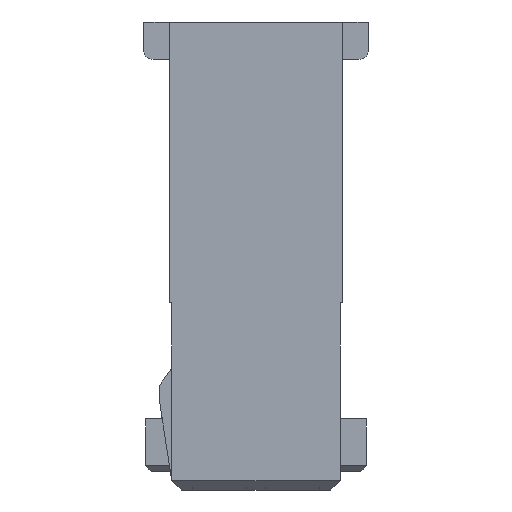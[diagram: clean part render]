
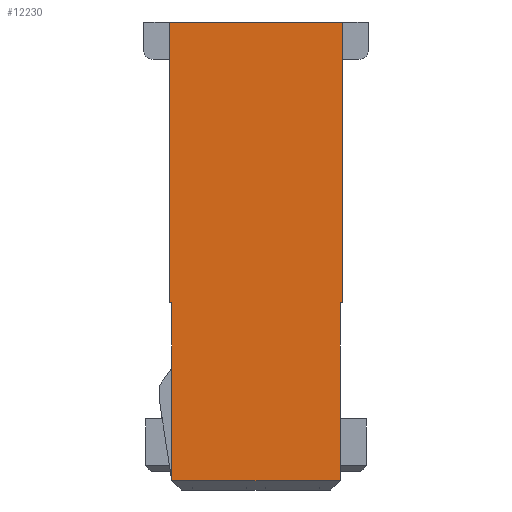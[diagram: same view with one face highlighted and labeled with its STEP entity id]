
A CAD part, left-side view. The second image highlights one B-rep face of the part: STEP entity #12230.
In plain terms, the highlighted planar face has unit normal (-1, 0, 0).
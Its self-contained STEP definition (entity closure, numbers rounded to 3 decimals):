
#2824=ORIENTED_EDGE('',*,*,#3617,.T.);
#2825=ORIENTED_EDGE('',*,*,#4865,.T.);
#2826=ORIENTED_EDGE('',*,*,#5169,.T.);
#2827=ORIENTED_EDGE('',*,*,#5162,.T.);
#2828=ORIENTED_EDGE('',*,*,#3723,.T.);
#2829=ORIENTED_EDGE('',*,*,#5170,.T.);
#2830=ORIENTED_EDGE('',*,*,#3906,.T.);
#2831=ORIENTED_EDGE('',*,*,#5168,.T.);
#3617=EDGE_CURVE('',#5359,#5358,#6494,.T.);
#3723=EDGE_CURVE('',#5460,#5459,#6598,.T.);
#3906=EDGE_CURVE('',#5568,#5567,#6751,.T.);
#4865=EDGE_CURVE('',#5358,#6244,#7684,.T.);
#5162=EDGE_CURVE('',#6395,#5460,#7981,.T.);
#5168=EDGE_CURVE('',#5567,#5359,#7987,.T.);
#5169=EDGE_CURVE('',#6244,#6395,#7988,.T.);
#5170=EDGE_CURVE('',#5459,#5568,#7989,.T.);
#5358=VERTEX_POINT('',#16119);
#5359=VERTEX_POINT('',#16121);
#5459=VERTEX_POINT('',#16332);
#5460=VERTEX_POINT('',#16334);
#5567=VERTEX_POINT('',#16699);
#5568=VERTEX_POINT('',#16701);
#6244=VERTEX_POINT('',#18665);
#6395=VERTEX_POINT('',#19210);
#6494=LINE('',#16120,#8175);
#6598=LINE('',#16333,#8279);
#6751=LINE('',#16700,#8432);
#7684=LINE('',#18666,#9365);
#7981=LINE('',#19209,#9662);
#7987=LINE('',#19219,#9668);
#7988=LINE('',#19221,#9669);
#7989=LINE('',#19222,#9670);
#8175=VECTOR('',#13057,1000.);
#8279=VECTOR('',#13177,1000.);
#8432=VECTOR('',#13542,1000.);
#9365=VECTOR('',#15187,1000.);
#9662=VECTOR('',#15676,1000.);
#9668=VECTOR('',#15688,1000.);
#9669=VECTOR('',#15691,1000.);
#9670=VECTOR('',#15692,1000.);
#10361=EDGE_LOOP('',(#2824,#2825,#2826,#2827,#2828,#2829,#2830,#2831));
#11008=FACE_BOUND('',#10361,.T.);
#11612=PLANE('',#12922);
#12230=ADVANCED_FACE('',(#11008),#11612,.T.);
#12922=AXIS2_PLACEMENT_3D('',#19220,#15689,#15690);
#13057=DIRECTION('',(0.,0.,-1.));
#13177=DIRECTION('',(0.,0.,1.));
#13542=DIRECTION('',(0.,0.,-1.));
#15187=DIRECTION('',(0.,-1.,0.));
#15676=DIRECTION('',(0.,-1.,0.));
#15688=DIRECTION('',(0.,-1.,0.));
#15689=DIRECTION('',(-1.,0.,0.));
#15690=DIRECTION('',(0.,0.,1.));
#15691=DIRECTION('',(0.,0.,1.));
#15692=DIRECTION('',(0.,1.,0.));
#16119=CARTESIAN_POINT('',(-20.,4.5,-12.));
#16120=CARTESIAN_POINT('',(-20.,4.5,-2.5));
#16121=CARTESIAN_POINT('',(-20.,4.5,-2.5));
#16332=CARTESIAN_POINT('',(-20.,-4.625,12.5));
#16333=CARTESIAN_POINT('',(-20.,-4.625,12.5));
#16334=CARTESIAN_POINT('',(-20.,-4.625,-2.5));
#16699=CARTESIAN_POINT('',(-20.,4.625,-2.5));
#16700=CARTESIAN_POINT('',(-20.,4.625,12.5));
#16701=CARTESIAN_POINT('',(-20.,4.625,12.5));
#18665=CARTESIAN_POINT('',(-20.,-4.5,-12.));
#18666=CARTESIAN_POINT('',(-20.,-4.5,-12.));
#19209=CARTESIAN_POINT('',(-20.,-4.625,-2.5));
#19210=CARTESIAN_POINT('',(-20.,-4.5,-2.5));
#19219=CARTESIAN_POINT('',(-20.,4.625,-2.5));
#19220=CARTESIAN_POINT('',(-20.,0.,0.));
#19221=CARTESIAN_POINT('',(-20.,-4.5,-2.5));
#19222=CARTESIAN_POINT('',(-20.,4.625,12.5));
